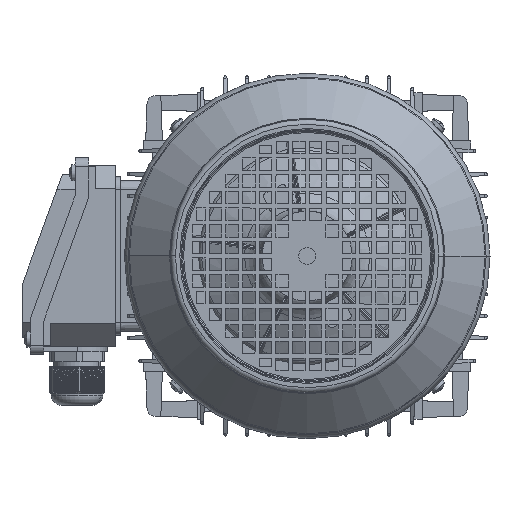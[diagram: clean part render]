
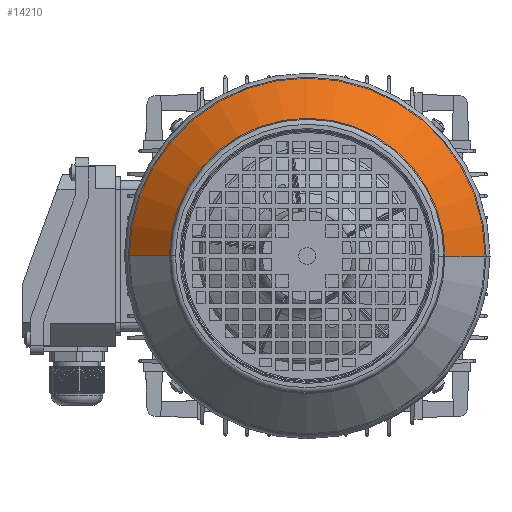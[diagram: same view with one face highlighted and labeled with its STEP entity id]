
A CAD part, left-side view. The second image highlights one B-rep face of the part: STEP entity #14210.
In plain terms, the highlighted conical face has half-angle 45 degrees and reference radius 82.586 mm.
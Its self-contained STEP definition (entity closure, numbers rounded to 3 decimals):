
#4257 = VERTEX_POINT ( 'NONE', #48199 ) ;
#4258 = VERTEX_POINT ( 'NONE', #48197 ) ;
#4335 = EDGE_CURVE ( 'NONE', #4367, #4366, #48515, .T. ) ;
#4366 = VERTEX_POINT ( 'NONE', #48653 ) ;
#4367 = VERTEX_POINT ( 'NONE', #48651 ) ;
#4369 = EDGE_CURVE ( 'NONE', #4367, #4258, #48645, .T. ) ;
#4376 = EDGE_CURVE ( 'NONE', #4366, #4257, #48636, .T. ) ;
#14210 = ADVANCED_FACE ( 'NONE', ( #16553 ), #16749, .T. ) ;
#14215 = EDGE_LOOP ( 'NONE', ( #14218, #14220, #14361, #14362 ) ) ;
#14218 = ORIENTED_EDGE ( 'NONE', *, *, #4369, .F. ) ;
#14220 = ORIENTED_EDGE ( 'NONE', *, *, #4335, .T. ) ;
#14361 = ORIENTED_EDGE ( 'NONE', *, *, #4376, .T. ) ;
#14362 = ORIENTED_EDGE ( 'NONE', *, *, #14364, .F. ) ;
#14364 = EDGE_CURVE ( 'NONE', #4258, #4257, #17107, .T. ) ;
#16542 = CARTESIAN_POINT ( 'NONE',  ( 99.414, 0., 0. ) ) ;
#16553 = FACE_OUTER_BOUND ( 'NONE', #14215, .T. ) ;
#16743 = DIRECTION ( 'NONE',  ( 0., 0., 1. ) ) ;
#16745 = DIRECTION ( 'NONE',  ( -1., 0., 0. ) ) ;
#16747 = AXIS2_PLACEMENT_3D ( 'NONE', #16542, #16745, #16743 ) ;
#16749 = CONICAL_SURFACE ( 'NONE', #16747, 82.586, 0.785 ) ;
#17097 = DIRECTION ( 'NONE',  ( 0., 0., 1. ) ) ;
#17099 = DIRECTION ( 'NONE',  ( -1., 0., 0. ) ) ;
#17102 = CARTESIAN_POINT ( 'NONE',  ( 74.743, 0., 0. ) ) ;
#17105 = AXIS2_PLACEMENT_3D ( 'NONE', #17102, #17099, #17097 ) ;
#17107 = CIRCLE ( 'NONE', #17105, 107.257 ) ;
#48197 = CARTESIAN_POINT ( 'NONE',  ( 74.743, 0., -107.257 ) ) ;
#48199 = CARTESIAN_POINT ( 'NONE',  ( 74.743, 0., 107.257 ) ) ;
#48509 = DIRECTION ( 'NONE',  ( 0., 0., 1. ) ) ;
#48510 = DIRECTION ( 'NONE',  ( -1., 0., 0. ) ) ;
#48511 = CARTESIAN_POINT ( 'NONE',  ( 99.414, 0., 0. ) ) ;
#48513 = AXIS2_PLACEMENT_3D ( 'NONE', #48511, #48510, #48509 ) ;
#48515 = CIRCLE ( 'NONE', #48513, 82.586 ) ;
#48631 = DIRECTION ( 'NONE',  ( -0.707, 0., 0.707 ) ) ;
#48632 = VECTOR ( 'NONE', #48631, 1000. ) ;
#48634 = CARTESIAN_POINT ( 'NONE',  ( 99.414, 0., 82.586 ) ) ;
#48636 = LINE ( 'NONE', #48634, #48632 ) ;
#48642 = DIRECTION ( 'NONE',  ( -0.707, 0., -0.707 ) ) ;
#48643 = VECTOR ( 'NONE', #48642, 1000. ) ;
#48644 = CARTESIAN_POINT ( 'NONE',  ( 99.414, 0., -82.586 ) ) ;
#48645 = LINE ( 'NONE', #48644, #48643 ) ;
#48651 = CARTESIAN_POINT ( 'NONE',  ( 99.414, 0., -82.586 ) ) ;
#48653 = CARTESIAN_POINT ( 'NONE',  ( 99.414, 0., 82.586 ) ) ;
